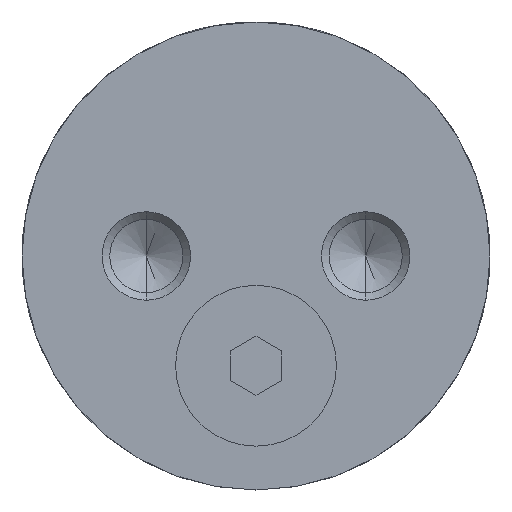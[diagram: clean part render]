
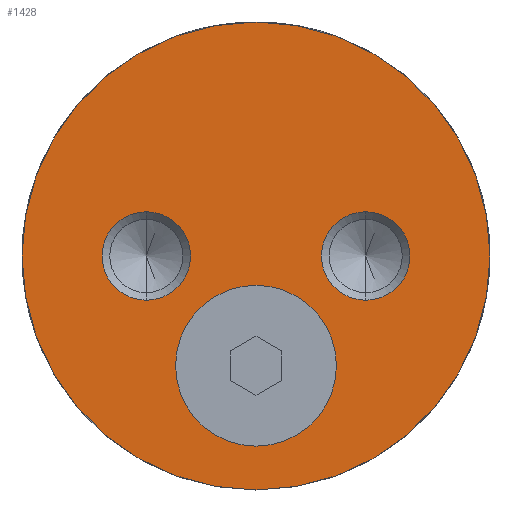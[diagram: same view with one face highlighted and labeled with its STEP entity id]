
A CAD part, left-side view. The second image highlights one B-rep face of the part: STEP entity #1428.
In plain terms, the highlighted planar face has unit normal (-1, 0, 0).
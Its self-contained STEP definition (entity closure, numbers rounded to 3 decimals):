
#17 = EDGE_CURVE ( 'NONE', #263, #1360, #691, .T. ) ;
#40 = DIRECTION ( 'NONE',  ( 0., 0., 1. ) ) ;
#78 = ORIENTED_EDGE ( 'NONE', *, *, #153, .F. ) ;
#88 = AXIS2_PLACEMENT_3D ( 'NONE', #1028, #1354, #700 ) ;
#153 = EDGE_CURVE ( 'NONE', #985, #1997, #536, .T. ) ;
#210 = AXIS2_PLACEMENT_3D ( 'NONE', #1323, #339, #1961 ) ;
#219 = DIRECTION ( 'NONE',  ( -1., 0., 0. ) ) ;
#225 = AXIS2_PLACEMENT_3D ( 'NONE', #1377, #714, #1033 ) ;
#263 = VERTEX_POINT ( 'NONE', #2117 ) ;
#290 = DIRECTION ( 'NONE',  ( -1., 0., 0. ) ) ;
#312 = AXIS2_PLACEMENT_3D ( 'NONE', #2058, #1402, #1875 ) ;
#339 = DIRECTION ( 'NONE',  ( -1., 0., 0. ) ) ;
#369 = CARTESIAN_POINT ( 'NONE',  ( -45.2, 0., -2. ) ) ;
#375 = PLANE ( 'NONE',  #2116 ) ;
#416 = DIRECTION ( 'NONE',  ( 1., 0., 0. ) ) ;
#423 = CIRCLE ( 'NONE', #312, 5.5 ) ;
#424 = CIRCLE ( 'NONE', #1494, 16. ) ;
#536 = CIRCLE ( 'NONE', #1352, 5.5 ) ;
#567 = CARTESIAN_POINT ( 'NONE',  ( -45.2, -7.5, 3.025 ) ) ;
#599 = EDGE_LOOP ( 'NONE', ( #1728, #1249 ) ) ;
#646 = ORIENTED_EDGE ( 'NONE', *, *, #1834, .F. ) ;
#672 = CARTESIAN_POINT ( 'NONE',  ( -45.2, -7.5, -3.025 ) ) ;
#691 = CIRCLE ( 'NONE', #225, 16. ) ;
#700 = DIRECTION ( 'NONE',  ( 0., 0., 1. ) ) ;
#707 = CARTESIAN_POINT ( 'NONE',  ( -45.2, 0., -13. ) ) ;
#710 = DIRECTION ( 'NONE',  ( 0., 0., 1. ) ) ;
#714 = DIRECTION ( 'NONE',  ( 1., 0., 0. ) ) ;
#716 = AXIS2_PLACEMENT_3D ( 'NONE', #1803, #290, #1279 ) ;
#736 = ORIENTED_EDGE ( 'NONE', *, *, #17, .F. ) ;
#802 = EDGE_CURVE ( 'NONE', #1541, #1571, #1049, .T. ) ;
#875 = EDGE_CURVE ( 'NONE', #1571, #1541, #1295, .T. ) ;
#884 = CARTESIAN_POINT ( 'NONE',  ( -45.2, 0., 16. ) ) ;
#980 = EDGE_LOOP ( 'NONE', ( #2086, #78 ) ) ;
#985 = VERTEX_POINT ( 'NONE', #707 ) ;
#1006 = VERTEX_POINT ( 'NONE', #567 ) ;
#1007 = CARTESIAN_POINT ( 'NONE',  ( -45.2, 7.5, 3.025 ) ) ;
#1011 = CIRCLE ( 'NONE', #716, 3.025 ) ;
#1028 = CARTESIAN_POINT ( 'NONE',  ( -45.2, 7.5, 0. ) ) ;
#1033 = DIRECTION ( 'NONE',  ( 0., 0., -1. ) ) ;
#1049 = CIRCLE ( 'NONE', #210, 3.025 ) ;
#1071 = DIRECTION ( 'NONE',  ( -1., 0., 0. ) ) ;
#1080 = EDGE_CURVE ( 'NONE', #1360, #263, #424, .T. ) ;
#1157 = ORIENTED_EDGE ( 'NONE', *, *, #1661, .F. ) ;
#1174 = EDGE_LOOP ( 'NONE', ( #646, #1157 ) ) ;
#1206 = CARTESIAN_POINT ( 'NONE',  ( -45.2, 0., 0. ) ) ;
#1215 = AXIS2_PLACEMENT_3D ( 'NONE', #1519, #219, #40 ) ;
#1249 = ORIENTED_EDGE ( 'NONE', *, *, #875, .F. ) ;
#1279 = DIRECTION ( 'NONE',  ( 0., 0., 1. ) ) ;
#1293 = FACE_OUTER_BOUND ( 'NONE', #1398, .T. ) ;
#1295 = CIRCLE ( 'NONE', #88, 3.025 ) ;
#1323 = CARTESIAN_POINT ( 'NONE',  ( -45.2, 7.5, 0. ) ) ;
#1352 = AXIS2_PLACEMENT_3D ( 'NONE', #1752, #1071, #1901 ) ;
#1354 = DIRECTION ( 'NONE',  ( -1., 0., 0. ) ) ;
#1360 = VERTEX_POINT ( 'NONE', #884 ) ;
#1377 = CARTESIAN_POINT ( 'NONE',  ( -45.2, 0., 0. ) ) ;
#1398 = EDGE_LOOP ( 'NONE', ( #736, #1705 ) ) ;
#1402 = DIRECTION ( 'NONE',  ( -1., 0., 0. ) ) ;
#1428 = ADVANCED_FACE ( 'NONE', ( #1477, #1965, #1502, #1293 ), #375, .T. ) ;
#1464 = EDGE_CURVE ( 'NONE', #1997, #985, #423, .T. ) ;
#1477 = FACE_BOUND ( 'NONE', #980, .T. ) ;
#1486 = CARTESIAN_POINT ( 'NONE',  ( -45.2, 7.5, -3.025 ) ) ;
#1494 = AXIS2_PLACEMENT_3D ( 'NONE', #1206, #416, #1879 ) ;
#1502 = FACE_BOUND ( 'NONE', #1174, .T. ) ;
#1519 = CARTESIAN_POINT ( 'NONE',  ( -45.2, -7.5, 0. ) ) ;
#1524 = CARTESIAN_POINT ( 'NONE',  ( -45.2, 16., 0. ) ) ;
#1541 = VERTEX_POINT ( 'NONE', #1007 ) ;
#1566 = VERTEX_POINT ( 'NONE', #672 ) ;
#1571 = VERTEX_POINT ( 'NONE', #1486 ) ;
#1661 = EDGE_CURVE ( 'NONE', #1566, #1006, #2045, .T. ) ;
#1671 = DIRECTION ( 'NONE',  ( -1., 0., 0. ) ) ;
#1705 = ORIENTED_EDGE ( 'NONE', *, *, #1080, .F. ) ;
#1728 = ORIENTED_EDGE ( 'NONE', *, *, #802, .F. ) ;
#1752 = CARTESIAN_POINT ( 'NONE',  ( -45.2, 0., -7.5 ) ) ;
#1803 = CARTESIAN_POINT ( 'NONE',  ( -45.2, -7.5, 0. ) ) ;
#1834 = EDGE_CURVE ( 'NONE', #1006, #1566, #1011, .T. ) ;
#1875 = DIRECTION ( 'NONE',  ( 0., 0., 1. ) ) ;
#1879 = DIRECTION ( 'NONE',  ( 0., 0., -1. ) ) ;
#1901 = DIRECTION ( 'NONE',  ( 0., 0., 1. ) ) ;
#1961 = DIRECTION ( 'NONE',  ( 0., 0., 1. ) ) ;
#1965 = FACE_BOUND ( 'NONE', #599, .T. ) ;
#1997 = VERTEX_POINT ( 'NONE', #369 ) ;
#2045 = CIRCLE ( 'NONE', #1215, 3.025 ) ;
#2058 = CARTESIAN_POINT ( 'NONE',  ( -45.2, 0., -7.5 ) ) ;
#2086 = ORIENTED_EDGE ( 'NONE', *, *, #1464, .F. ) ;
#2116 = AXIS2_PLACEMENT_3D ( 'NONE', #1524, #1671, #710 ) ;
#2117 = CARTESIAN_POINT ( 'NONE',  ( -45.2, 0., -16. ) ) ;
